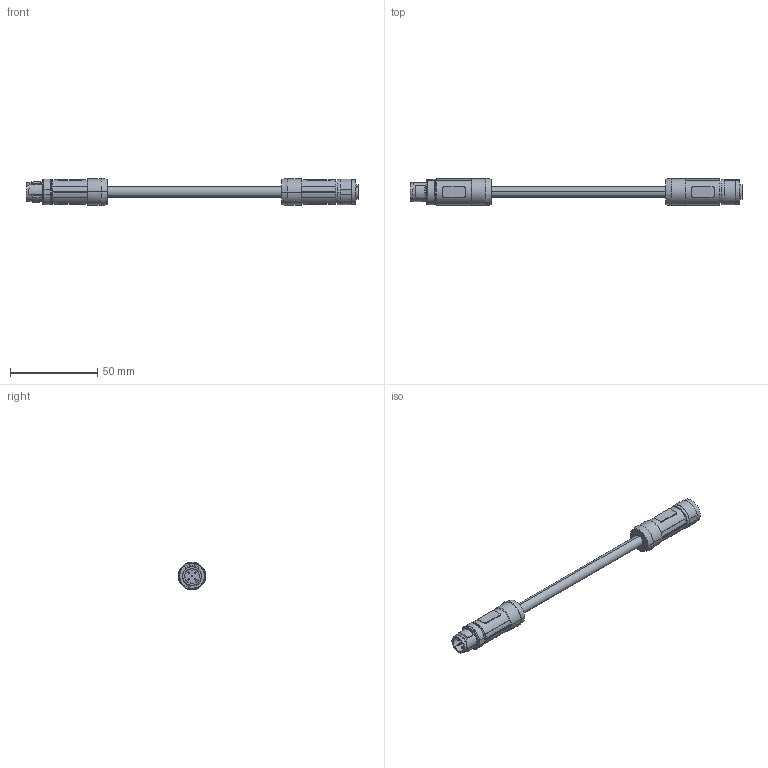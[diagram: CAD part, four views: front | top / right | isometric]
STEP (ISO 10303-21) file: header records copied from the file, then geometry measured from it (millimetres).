
FILE_DESCRIPTION(('SolidDesigner STEP Export'),'2;1');
FILE_NAME('1407337_SAC_5P_MS_2.0_28R_FS_SCO_RAIL-select.stp','2015-04-02T 8:08:33',(''),(''),'Creo Elements/Direct Modeling STEP processor for AP214 (Solid Model)','Creo Elements/Direct Modeling 18.1B 29-Sep-2012 (C) Parametric Technology GmbH','');
FILE_SCHEMA(('AUTOMOTIVE_DESIGN { 1 0 10303 214 1 1 1 1 }'));
Length unit declared in the file: millimetre
Products named in the file (2): 1407337_SAC_5P_MS_2.0_28R_FS_SCO_RAIL-select
Assembly tree (1 placements, depth 2):
  1407337_SAC_5P_MS_2.0_28R_FS_SCO_RAIL-select
    1407337_SAC_5P_MS_2.0_28R_FS_SCO_RAIL-select
Bounding box: 190.04 x 16 x 16 mm (x, y, z)
Volume: 16085 mm3; surface area: 7919.9 mm2
Topology: 1 solids, 1 shells, 213 faces, 546 edges, 364 vertices
Faces by surface type: plane 91, cylinder 80, cone 36, bspline 6
Entity records: 11820 total; most frequent: CARTESIAN_POINT 5085, ORIENTED_EDGE 1092, DIRECTION 923, EDGE_CURVE 546, VERTEX_POINT 364, AXIS2_PLACEMENT_3D 336, VECTOR 251, LINE 251
